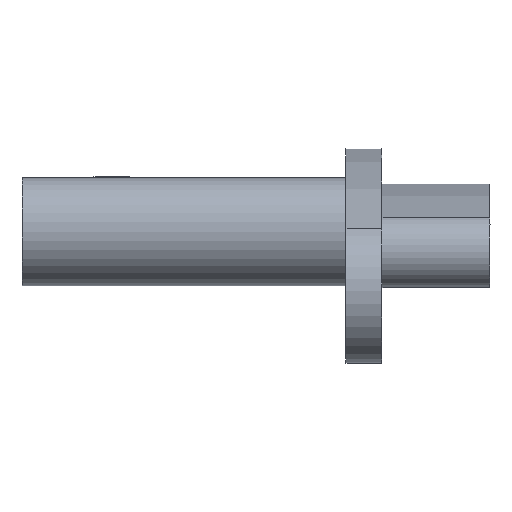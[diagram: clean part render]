
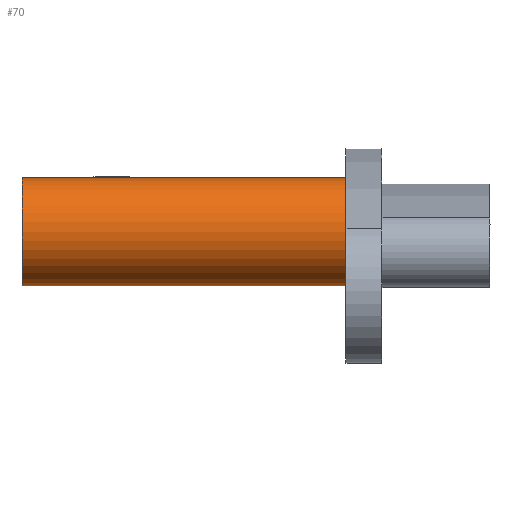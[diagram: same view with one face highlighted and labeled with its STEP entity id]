
A CAD part, left-side view. The second image highlights one B-rep face of the part: STEP entity #70.
In plain terms, the highlighted cylindrical face has radius 1.545 mm (diameter 3.09 mm), a full revolution.
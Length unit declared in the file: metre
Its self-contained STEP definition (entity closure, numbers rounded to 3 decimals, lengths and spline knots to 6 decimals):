
#70 = ADVANCED_FACE( '', ( #163, #164 ), #165, .T. );
#163 = FACE_OUTER_BOUND( '', #296, .T. );
#164 = FACE_OUTER_BOUND( '', #297, .T. );
#165 = CYLINDRICAL_SURFACE( '', #298, 0.001545 );
#296 = EDGE_LOOP( '', ( #453 ) );
#297 = EDGE_LOOP( '', ( #454 ) );
#298 = AXIS2_PLACEMENT_3D( '', #455, #456, #457 );
#453 = ORIENTED_EDGE( '', *, *, #695, .T. );
#454 = ORIENTED_EDGE( '', *, *, #696, .F. );
#455 = CARTESIAN_POINT( '', ( -0.003344, 0.00927, 0.015084 ) );
#456 = DIRECTION( '', ( 0., 1., 0. ) );
#457 = DIRECTION( '', ( 0., 0., 1. ) );
#695 = EDGE_CURVE( '', #816, #816, #817, .T. );
#696 = EDGE_CURVE( '', #818, #818, #819, .T. );
#816 = VERTEX_POINT( '', #990 );
#817 = CIRCLE( '', #991, 0.001545 );
#818 = VERTEX_POINT( '', #992 );
#819 = CIRCLE( '', #993, 0.001545 );
#990 = CARTESIAN_POINT( '', ( -0.003344, 0.00927, 0.013539 ) );
#991 = AXIS2_PLACEMENT_3D( '', #1133, #1134, #1135 );
#992 = CARTESIAN_POINT( '', ( -0.003344, 0., 0.013539 ) );
#993 = AXIS2_PLACEMENT_3D( '', #1136, #1137, #1138 );
#1133 = CARTESIAN_POINT( '', ( -0.003344, 0.00927, 0.015084 ) );
#1134 = DIRECTION( '', ( 0., -1., 0. ) );
#1135 = DIRECTION( '', ( 0., 0., -1. ) );
#1136 = CARTESIAN_POINT( '', ( -0.003344, 0., 0.015084 ) );
#1137 = DIRECTION( '', ( 0., -1., 0. ) );
#1138 = DIRECTION( '', ( 0., 0., -1. ) );
